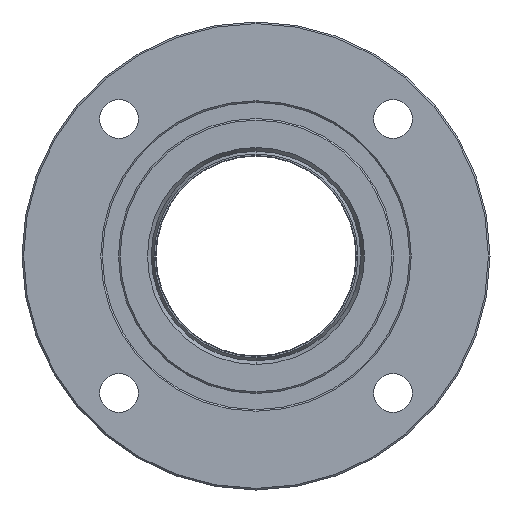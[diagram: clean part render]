
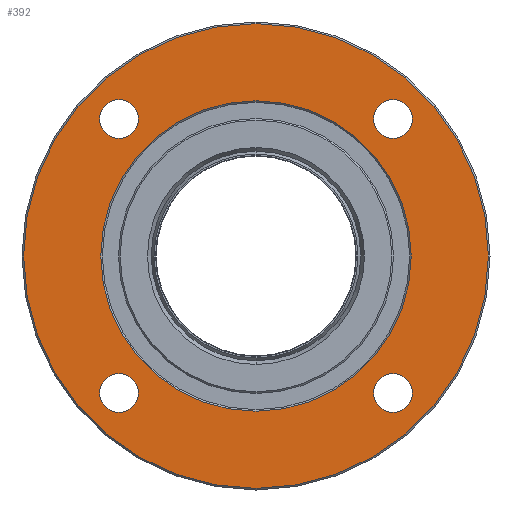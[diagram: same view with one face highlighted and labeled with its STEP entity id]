
A CAD part, left-side view. The second image highlights one B-rep face of the part: STEP entity #392.
In plain terms, the highlighted planar face has unit normal (-1, 0, 0).
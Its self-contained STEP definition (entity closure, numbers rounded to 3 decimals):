
#392=ADVANCED_FACE('',(#2965,#2966,#2967,#2968,#2969,#2970),#2964,.F.);
#2964=PLANE('',#8150);
#2965=FACE_OUTER_BOUND('',#8151,.T.);
#2966=FACE_BOUND('',#8152,.T.);
#2967=FACE_BOUND('',#8153,.T.);
#2968=FACE_BOUND('',#8154,.T.);
#2969=FACE_BOUND('',#8155,.T.);
#2970=FACE_BOUND('',#8156,.T.);
#8147=CARTESIAN_POINT('',(-55.,-134.708,82.));
#8148=DIRECTION('',(1.,0.,0.));
#8149=DIRECTION('',(0.,0.,-1.));
#8150=AXIS2_PLACEMENT_3D('',#8147,#8148,#8149);
#8151=EDGE_LOOP('',(#9645,#9646));
#8152=EDGE_LOOP('',(#9647,#9648));
#8153=EDGE_LOOP('',(#9649,#9650));
#8154=EDGE_LOOP('',(#9651,#9652));
#8155=EDGE_LOOP('',(#9653,#9654));
#8156=EDGE_LOOP('',(#9655,#9656));
#9645=ORIENTED_EDGE('',*,*,#10401,.T.);
#9646=ORIENTED_EDGE('',*,*,#10402,.T.);
#9647=ORIENTED_EDGE('',*,*,#10403,.F.);
#9648=ORIENTED_EDGE('',*,*,#10404,.F.);
#9649=ORIENTED_EDGE('',*,*,#10405,.F.);
#9650=ORIENTED_EDGE('',*,*,#10406,.F.);
#9651=ORIENTED_EDGE('',*,*,#10407,.F.);
#9652=ORIENTED_EDGE('',*,*,#10408,.F.);
#9653=ORIENTED_EDGE('',*,*,#10409,.F.);
#9654=ORIENTED_EDGE('',*,*,#10410,.F.);
#9655=ORIENTED_EDGE('',*,*,#10411,.F.);
#9656=ORIENTED_EDGE('',*,*,#10412,.F.);
#10401=EDGE_CURVE('',#13833,#13834,#13835,.T.);
#10402=EDGE_CURVE('',#13834,#13833,#13841,.T.);
#10403=EDGE_CURVE('',#13847,#13848,#13849,.T.);
#10404=EDGE_CURVE('',#13848,#13847,#13855,.T.);
#10405=EDGE_CURVE('',#13861,#13862,#13863,.T.);
#10406=EDGE_CURVE('',#13862,#13861,#13869,.T.);
#10407=EDGE_CURVE('',#13875,#13876,#13877,.T.);
#10408=EDGE_CURVE('',#13876,#13875,#13883,.T.);
#10409=EDGE_CURVE('',#13889,#13890,#13891,.T.);
#10410=EDGE_CURVE('',#13890,#13889,#13897,.T.);
#10411=EDGE_CURVE('',#13903,#13904,#13905,.T.);
#10412=EDGE_CURVE('',#13904,#13903,#13911,.T.);
#13833=VERTEX_POINT('',#17201);
#13834=VERTEX_POINT('',#17202);
#13835=CIRCLE('',#17206,72.);
#13841=CIRCLE('',#17210,72.);
#13847=VERTEX_POINT('',#17211);
#13848=VERTEX_POINT('',#17212);
#13849=CIRCLE('',#17216,6.);
#13855=CIRCLE('',#17220,6.);
#13861=VERTEX_POINT('',#17221);
#13862=VERTEX_POINT('',#17222);
#13863=CIRCLE('',#17226,6.);
#13869=CIRCLE('',#17230,6.);
#13875=VERTEX_POINT('',#17231);
#13876=VERTEX_POINT('',#17232);
#13877=CIRCLE('',#17236,6.);
#13883=CIRCLE('',#17240,6.);
#13889=VERTEX_POINT('',#17241);
#13890=VERTEX_POINT('',#17242);
#13891=CIRCLE('',#17246,48.1);
#13897=CIRCLE('',#17250,48.1);
#13903=VERTEX_POINT('',#17251);
#13904=VERTEX_POINT('',#17252);
#13905=CIRCLE('',#17256,6.);
#13911=CIRCLE('',#17260,6.);
#17201=CARTESIAN_POINT('',(-55.,0.,72.));
#17202=CARTESIAN_POINT('',(-55.,0.,-72.));
#17203=CARTESIAN_POINT('',(-55.,0.,0.));
#17204=DIRECTION('',(-1.,0.,0.));
#17205=DIRECTION('',(0.,0.,1.));
#17206=AXIS2_PLACEMENT_3D('',#17203,#17204,#17205);
#17207=CARTESIAN_POINT('',(-55.,0.,0.));
#17208=DIRECTION('',(-1.,0.,0.));
#17209=DIRECTION('',(0.,0.,1.));
#17210=AXIS2_PLACEMENT_3D('',#17207,#17208,#17209);
#17211=CARTESIAN_POINT('',(-55.,42.426,48.426));
#17212=CARTESIAN_POINT('',(-55.,42.426,36.426));
#17213=CARTESIAN_POINT('',(-55.,42.426,42.426));
#17214=DIRECTION('',(-1.,0.,0.));
#17215=DIRECTION('',(0.,0.,-1.));
#17216=AXIS2_PLACEMENT_3D('',#17213,#17214,#17215);
#17217=CARTESIAN_POINT('',(-55.,42.426,42.426));
#17218=DIRECTION('',(-1.,0.,0.));
#17219=DIRECTION('',(0.,0.,-1.));
#17220=AXIS2_PLACEMENT_3D('',#17217,#17218,#17219);
#17221=CARTESIAN_POINT('',(-55.,-42.426,48.426));
#17222=CARTESIAN_POINT('',(-55.,-42.426,36.426));
#17223=CARTESIAN_POINT('',(-55.,-42.426,42.426));
#17224=DIRECTION('',(-1.,0.,0.));
#17225=DIRECTION('',(0.,0.,-1.));
#17226=AXIS2_PLACEMENT_3D('',#17223,#17224,#17225);
#17227=CARTESIAN_POINT('',(-55.,-42.426,42.426));
#17228=DIRECTION('',(-1.,0.,0.));
#17229=DIRECTION('',(0.,0.,-1.));
#17230=AXIS2_PLACEMENT_3D('',#17227,#17228,#17229);
#17231=CARTESIAN_POINT('',(-55.,-42.426,-36.426));
#17232=CARTESIAN_POINT('',(-55.,-42.426,-48.426));
#17233=CARTESIAN_POINT('',(-55.,-42.426,-42.426));
#17234=DIRECTION('',(-1.,0.,0.));
#17235=DIRECTION('',(0.,0.,-1.));
#17236=AXIS2_PLACEMENT_3D('',#17233,#17234,#17235);
#17237=CARTESIAN_POINT('',(-55.,-42.426,-42.426));
#17238=DIRECTION('',(-1.,0.,0.));
#17239=DIRECTION('',(0.,0.,-1.));
#17240=AXIS2_PLACEMENT_3D('',#17237,#17238,#17239);
#17241=CARTESIAN_POINT('',(-55.,0.,-48.1));
#17242=CARTESIAN_POINT('',(-55.,0.,48.1));
#17243=CARTESIAN_POINT('',(-55.,0.,0.));
#17244=DIRECTION('',(-1.,0.,0.));
#17245=DIRECTION('',(0.,0.,1.));
#17246=AXIS2_PLACEMENT_3D('',#17243,#17244,#17245);
#17247=CARTESIAN_POINT('',(-55.,0.,0.));
#17248=DIRECTION('',(-1.,0.,0.));
#17249=DIRECTION('',(0.,0.,1.));
#17250=AXIS2_PLACEMENT_3D('',#17247,#17248,#17249);
#17251=CARTESIAN_POINT('',(-55.,42.426,-36.426));
#17252=CARTESIAN_POINT('',(-55.,42.426,-48.426));
#17253=CARTESIAN_POINT('',(-55.,42.426,-42.426));
#17254=DIRECTION('',(-1.,0.,0.));
#17255=DIRECTION('',(0.,0.,-1.));
#17256=AXIS2_PLACEMENT_3D('',#17253,#17254,#17255);
#17257=CARTESIAN_POINT('',(-55.,42.426,-42.426));
#17258=DIRECTION('',(-1.,0.,0.));
#17259=DIRECTION('',(0.,0.,-1.));
#17260=AXIS2_PLACEMENT_3D('',#17257,#17258,#17259);
